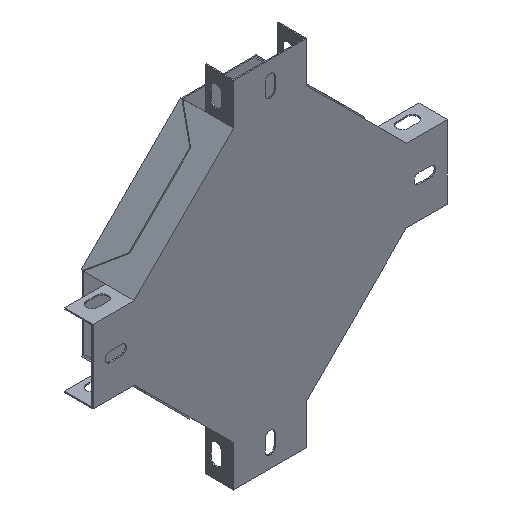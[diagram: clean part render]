
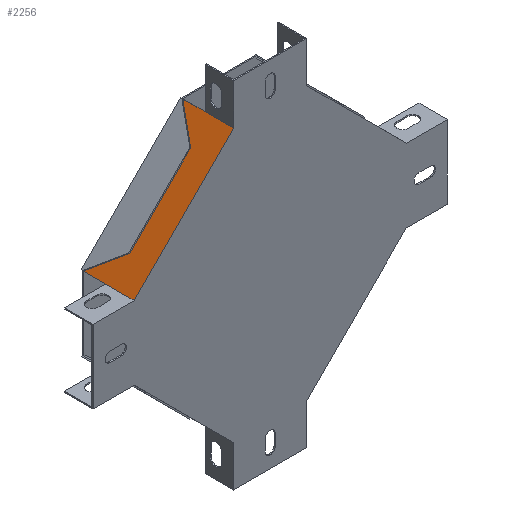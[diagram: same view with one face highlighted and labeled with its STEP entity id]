
A CAD part, isometric view. The second image highlights one B-rep face of the part: STEP entity #2256.
In plain terms, the highlighted planar face has unit normal (-0.707, 0, 0.707).
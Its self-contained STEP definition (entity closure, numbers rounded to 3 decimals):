
#97 = CARTESIAN_POINT ( 'NONE',  ( -87.336, 154.164, 30.05 ) ) ;
#193 = AXIS2_PLACEMENT_3D ( 'NONE', #1280, #1244, #1234 ) ;
#254 = DIRECTION ( 'NONE',  ( -0.707, 0., -0.707 ) ) ;
#314 = CARTESIAN_POINT ( 'NONE',  ( -16.536, 154.164, 100.85 ) ) ;
#563 = CARTESIAN_POINT ( 'NONE',  ( -17.336, 154.964, 100.05 ) ) ;
#649 = DIRECTION ( 'NONE',  ( 0., 1., 0. ) ) ;
#661 = CARTESIAN_POINT ( 'NONE',  ( -17.336, 189.164, 100.05 ) ) ;
#1135 = VECTOR ( 'NONE', #254, 1000. ) ;
#1188 = LINE ( 'NONE', #1709, #2067 ) ;
#1234 = DIRECTION ( 'NONE',  ( -0.707, 0., -0.707 ) ) ;
#1244 = DIRECTION ( 'NONE',  ( 0.707, 0., -0.707 ) ) ;
#1252 = PLANE ( 'NONE',  #193 ) ;
#1280 = CARTESIAN_POINT ( 'NONE',  ( -87.336, 154.964, 30.05 ) ) ;
#1346 = VECTOR ( 'NONE', #649, 1000. ) ;
#1347 = ORIENTED_EDGE ( 'NONE', *, *, #2406, .T. ) ;
#1353 = ORIENTED_EDGE ( 'NONE', *, *, #1843, .T. ) ;
#1359 = ORIENTED_EDGE ( 'NONE', *, *, #1757, .F. ) ;
#1365 = ORIENTED_EDGE ( 'NONE', *, *, #1719, .T. ) ;
#1367 = ORIENTED_EDGE ( 'NONE', *, *, #3627, .T. ) ;
#1375 = ORIENTED_EDGE ( 'NONE', *, *, #1956, .T. ) ;
#1709 = CARTESIAN_POINT ( 'NONE',  ( -87.336, 154.964, 30.05 ) ) ;
#1719 = EDGE_CURVE ( 'NONE', #3370, #4341, #4367, .T. ) ;
#1757 = EDGE_CURVE ( 'NONE', #3370, #3809, #4154, .T. ) ;
#1843 = EDGE_CURVE ( 'NONE', #4297, #3809, #2849, .T. ) ;
#1865 = VECTOR ( 'NONE', #3359, 1000. ) ;
#1956 = EDGE_CURVE ( 'NONE', #3668, #3337, #2896, .T. ) ;
#2067 = VECTOR ( 'NONE', #4184, 1000. ) ;
#2256 = ADVANCED_FACE ( 'NONE', ( #3927 ), #1252, .F. ) ;
#2406 = EDGE_CURVE ( 'NONE', #3337, #4297, #1188, .T. ) ;
#2641 = VECTOR ( 'NONE', #3734, 1000. ) ;
#2674 = LINE ( 'NONE', #3466, #3468 ) ;
#2783 = DIRECTION ( 'NONE',  ( 0., 1., 0. ) ) ;
#2849 = LINE ( 'NONE', #3727, #2641 ) ;
#2896 = LINE ( 'NONE', #3447, #1865 ) ;
#2969 = CARTESIAN_POINT ( 'NONE',  ( -17.336, 154.164, 100.05 ) ) ;
#3337 = VERTEX_POINT ( 'NONE', #4277 ) ;
#3359 = DIRECTION ( 'NONE',  ( -0.707, 0., -0.707 ) ) ;
#3360 = CARTESIAN_POINT ( 'NONE',  ( -17.336, 174.164, 100.05 ) ) ;
#3370 = VERTEX_POINT ( 'NONE', #2969 ) ;
#3447 = CARTESIAN_POINT ( 'NONE',  ( -87.336, 189.164, 30.05 ) ) ;
#3466 = CARTESIAN_POINT ( 'NONE',  ( -17.336, 154.964, 100.05 ) ) ;
#3468 = VECTOR ( 'NONE', #2783, 1000. ) ;
#3627 = EDGE_CURVE ( 'NONE', #4341, #3668, #2674, .T. ) ;
#3668 = VERTEX_POINT ( 'NONE', #661 ) ;
#3727 = CARTESIAN_POINT ( 'NONE',  ( -87.336, 174.164, 30.05 ) ) ;
#3734 = DIRECTION ( 'NONE',  ( 0., -1., 0. ) ) ;
#3809 = VERTEX_POINT ( 'NONE', #97 ) ;
#3816 = EDGE_LOOP ( 'NONE', ( #1347, #1353, #1359, #1365, #1367, #1375 ) ) ;
#3927 = FACE_OUTER_BOUND ( 'NONE', #3816, .T. ) ;
#4154 = LINE ( 'NONE', #314, #1135 ) ;
#4184 = DIRECTION ( 'NONE',  ( 0., -1., 0. ) ) ;
#4277 = CARTESIAN_POINT ( 'NONE',  ( -87.336, 189.164, 30.05 ) ) ;
#4297 = VERTEX_POINT ( 'NONE', #4339 ) ;
#4339 = CARTESIAN_POINT ( 'NONE',  ( -87.336, 174.164, 30.05 ) ) ;
#4341 = VERTEX_POINT ( 'NONE', #3360 ) ;
#4367 = LINE ( 'NONE', #563, #1346 ) ;
